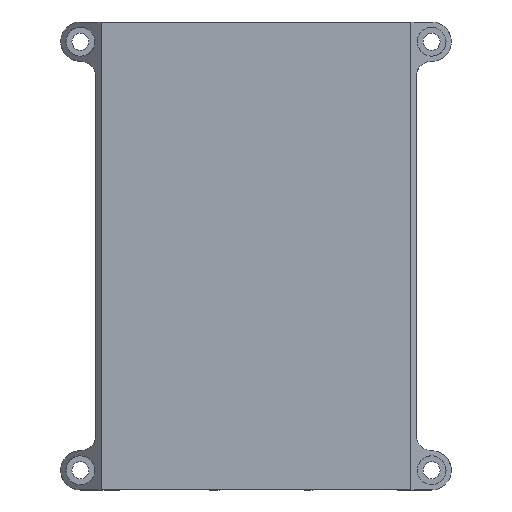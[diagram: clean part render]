
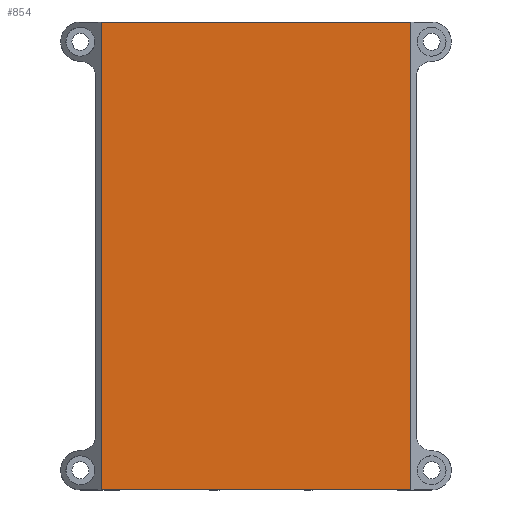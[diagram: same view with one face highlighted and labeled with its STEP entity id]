
A CAD part, top view. The second image highlights one B-rep face of the part: STEP entity #854.
In plain terms, the highlighted planar face has unit normal (0, 0, 1).
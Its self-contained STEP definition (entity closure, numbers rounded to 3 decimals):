
#187 = VERTEX_POINT('',#188);
#188 = CARTESIAN_POINT('',(30.,-45.3,15.));
#194 = EDGE_CURVE('',#187,#195,#197,.T.);
#195 = VERTEX_POINT('',#196);
#196 = CARTESIAN_POINT('',(-30.,-45.3,15.));
#197 = LINE('',#198,#199);
#198 = CARTESIAN_POINT('',(34.,-45.3,15.));
#199 = VECTOR('',#200,1.);
#200 = DIRECTION('',(-1.,0.,0.));
#722 = EDGE_CURVE('',#187,#723,#725,.T.);
#723 = VERTEX_POINT('',#724);
#724 = CARTESIAN_POINT('',(30.,45.3,15.));
#725 = LINE('',#726,#727);
#726 = CARTESIAN_POINT('',(30.,-121.961,15.));
#727 = VECTOR('',#728,1.);
#728 = DIRECTION('',(0.,1.,0.));
#854 = ADVANCED_FACE('',(#855),#873,.T.);
#855 = FACE_BOUND('',#856,.T.);
#856 = EDGE_LOOP('',(#857,#865,#866,#867));
#857 = ORIENTED_EDGE('',*,*,#858,.F.);
#858 = EDGE_CURVE('',#195,#859,#861,.T.);
#859 = VERTEX_POINT('',#860);
#860 = CARTESIAN_POINT('',(-30.,45.3,15.));
#861 = LINE('',#862,#863);
#862 = CARTESIAN_POINT('',(-30.,-121.961,15.));
#863 = VECTOR('',#864,1.);
#864 = DIRECTION('',(0.,1.,0.));
#865 = ORIENTED_EDGE('',*,*,#194,.F.);
#866 = ORIENTED_EDGE('',*,*,#722,.T.);
#867 = ORIENTED_EDGE('',*,*,#868,.F.);
#868 = EDGE_CURVE('',#859,#723,#869,.T.);
#869 = LINE('',#870,#871);
#870 = CARTESIAN_POINT('',(-34.,45.3,15.));
#871 = VECTOR('',#872,1.);
#872 = DIRECTION('',(1.,0.,0.));
#873 = PLANE('',#874);
#874 = AXIS2_PLACEMENT_3D('',#875,#876,#877);
#875 = CARTESIAN_POINT('',(0.,0.,15.)
  );
#876 = DIRECTION('',(0.,0.,1.));
#877 = DIRECTION('',(1.,0.,0.));
